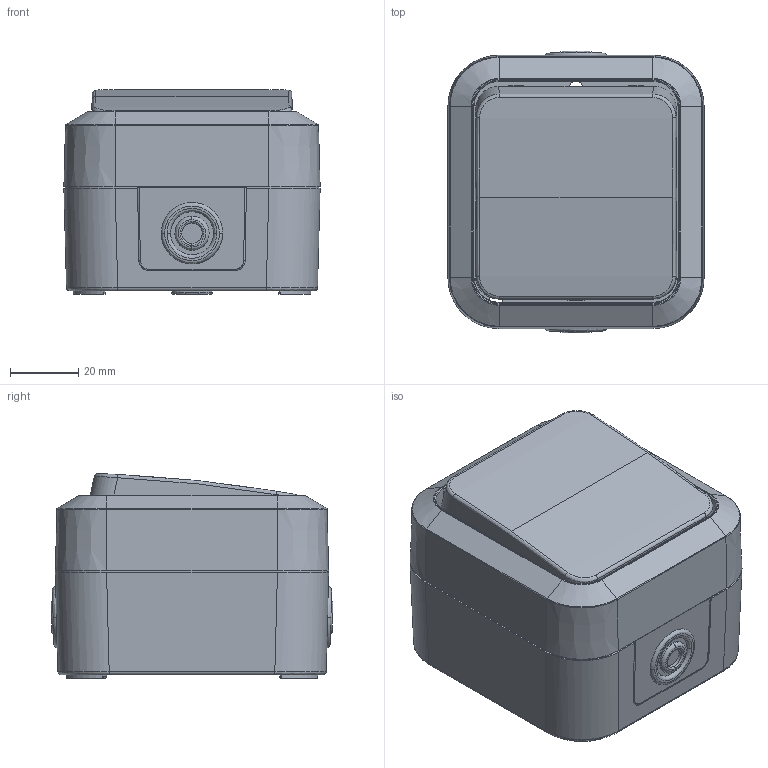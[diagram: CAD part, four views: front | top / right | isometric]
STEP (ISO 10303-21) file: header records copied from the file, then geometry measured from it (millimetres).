
FILE_DESCRIPTION (( 'STEP AP203' ), '1' );
FILE_NAME ('TORS Ïåðåêëþ÷àòåëü_âûêëþ÷. îäíîêë. 10À IP55 .STEP', '2025-01-31T07:40:16', ( '' ), ( '' ), 'SwSTEP 2.0', 'SolidWorks 2022', '' );
FILE_SCHEMA (( 'CONFIG_CONTROL_DESIGN' ));
Length unit declared in the file: millimetre
Products named in the file (1): TORS Переключатель_выключ. однокл. 10А IP55 
Bounding box: 75 x 82.52 x 59.94 mm (x, y, z)
Volume: 58320.4 mm3; surface area: 74815 mm2
Topology: 10 solids, 10 shells, 1102 faces, 2997 edges, 1940 vertices
Faces by surface type: plane 786, cylinder 192, cone 56, bspline 47, torus 21
Entity records: 42648 total; most frequent: CARTESIAN_POINT 15781, ORIENTED_EDGE 5994, DIRECTION 4885, EDGE_CURVE 2997, LINE 2169, VECTOR 2169, VERTEX_POINT 1940, AXIS2_PLACEMENT_3D 1358
